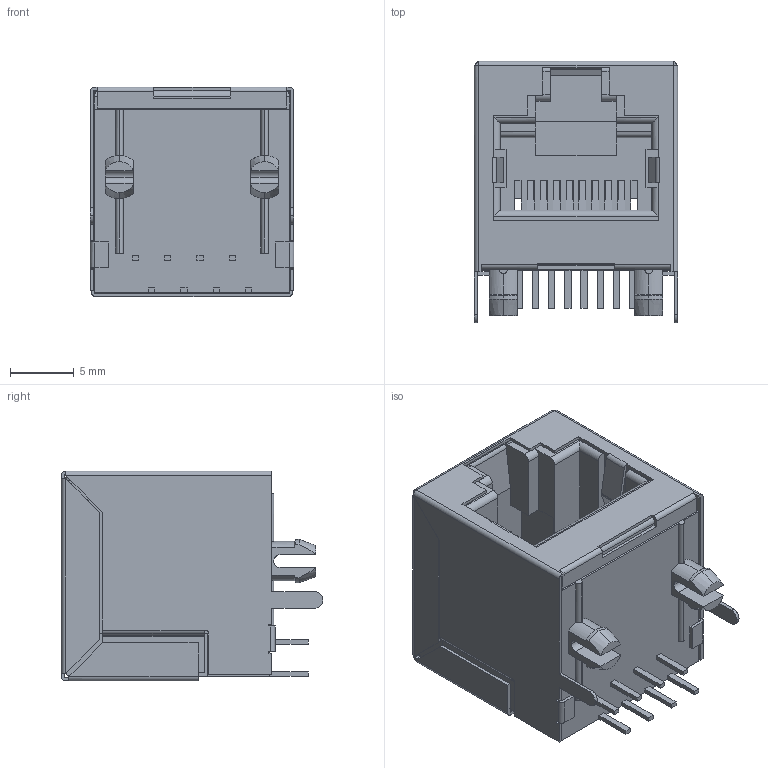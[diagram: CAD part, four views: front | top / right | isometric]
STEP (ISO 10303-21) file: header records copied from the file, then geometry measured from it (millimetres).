
FILE_DESCRIPTION(('CATIA V5 STEP Exchange','CAx-IF Rec.Pracs.--- Model Styling and Organization---1.4--- 2014-01-23'),'2;1');
FILE_NAME ('013283-2_0_1433910000_1433910000.stp','2018-12-18T07:56:20+00:00',('none'),('Weidmueller'),'CATIA Version 5-6 Release 2016 SP3 HF44','CATIA V5 STEP AP214','none');
FILE_SCHEMA(('AUTOMOTIVE_DESIGN { 1 0 10303 214 1 1 1 1 }'));
Length unit declared in the file: millimetre
Products named in the file (1): N3714--043-01
Bounding box: 16 x 20.55 x 16.5 mm (x, y, z)
Volume: 2294.5 mm3; surface area: 4438.3 mm2
Topology: 1 solids, 1 shells, 451 faces, 1306 edges, 844 vertices
Faces by surface type: plane 323, cylinder 110, cone 16, bspline 2
Entity records: 15985 total; most frequent: CARTESIAN_POINT 3948, ORIENTED_EDGE 2608, DIRECTION 2036, EDGE_CURVE 1304, VECTOR 1043, LINE 1043, VERTEX_POINT 844, AXIS2_PLACEMENT_3D 545
